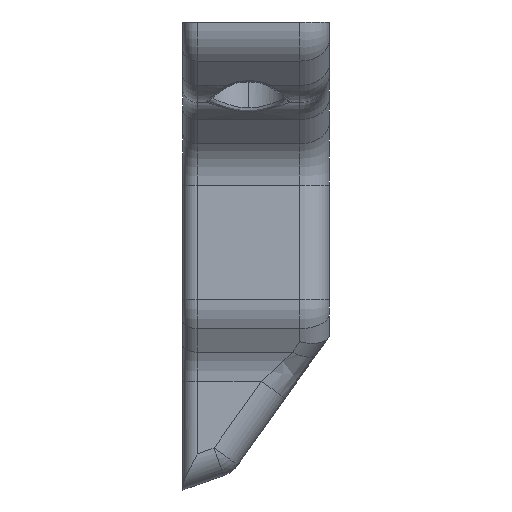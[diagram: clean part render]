
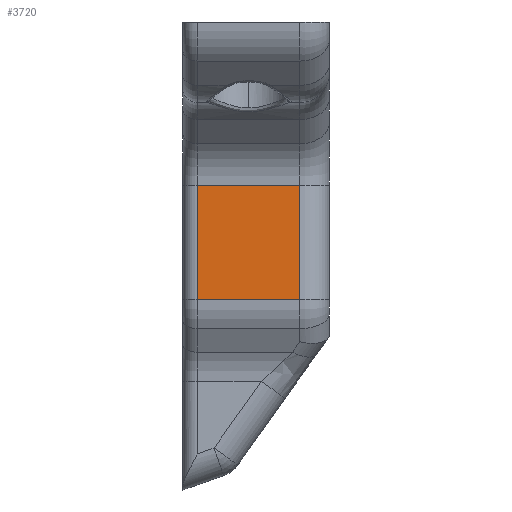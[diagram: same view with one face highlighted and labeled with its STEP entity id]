
A CAD part, left-side view. The second image highlights one B-rep face of the part: STEP entity #3720.
In plain terms, the highlighted planar face has unit normal (-1, 0, 0).
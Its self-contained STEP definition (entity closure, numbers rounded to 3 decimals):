
#97 = EDGE_LOOP ( 'NONE', ( #2322, #2574, #1465, #3554 ) ) ;
#167 = VERTEX_POINT ( 'NONE', #2124 ) ;
#239 = VECTOR ( 'NONE', #1697, 1000. ) ;
#420 = CARTESIAN_POINT ( 'NONE',  ( 33.197, -11.735, -74.611 ) ) ;
#604 = CARTESIAN_POINT ( 'NONE',  ( 33.197, -20.735, -66.147 ) ) ;
#645 = CARTESIAN_POINT ( 'NONE',  ( 33.197, -20.735, -66.803 ) ) ;
#1167 = DIRECTION ( 'NONE',  ( 0., 0., -1. ) ) ;
#1465 = ORIENTED_EDGE ( 'NONE', *, *, #3857, .T. ) ;
#1697 = DIRECTION ( 'NONE',  ( 0., 1., 0. ) ) ;
#1756 = DIRECTION ( 'NONE',  ( 0., -1., 0. ) ) ;
#1813 = CARTESIAN_POINT ( 'NONE',  ( 33.197, -11.735, -66.803 ) ) ;
#1861 = FACE_OUTER_BOUND ( 'NONE', #97, .T. ) ;
#1911 = DIRECTION ( 'NONE',  ( -1., 0., 0. ) ) ;
#2066 = CARTESIAN_POINT ( 'NONE',  ( 33.197, -20.735, -74.611 ) ) ;
#2124 = CARTESIAN_POINT ( 'NONE',  ( 33.197, -18.735, -74.611 ) ) ;
#2183 = EDGE_CURVE ( 'NONE', #4169, #3565, #3483, .T. ) ;
#2197 = LINE ( 'NONE', #3132, #4136 ) ;
#2219 = VECTOR ( 'NONE', #1756, 1000. ) ;
#2322 = ORIENTED_EDGE ( 'NONE', *, *, #3946, .T. ) ;
#2483 = VECTOR ( 'NONE', #1167, 1000. ) ;
#2574 = ORIENTED_EDGE ( 'NONE', *, *, #4174, .T. ) ;
#2643 = LINE ( 'NONE', #645, #239 ) ;
#3063 = CARTESIAN_POINT ( 'NONE',  ( 33.197, -11.735, -66.147 ) ) ;
#3132 = CARTESIAN_POINT ( 'NONE',  ( 33.197, -18.735, -66.803 ) ) ;
#3235 = CARTESIAN_POINT ( 'NONE',  ( 33.197, -18.735, -66.803 ) ) ;
#3318 = AXIS2_PLACEMENT_3D ( 'NONE', #604, #1911, #3580 ) ;
#3396 = VERTEX_POINT ( 'NONE', #3235 ) ;
#3416 = LINE ( 'NONE', #2066, #2219 ) ;
#3483 = LINE ( 'NONE', #3063, #2483 ) ;
#3539 = PLANE ( 'NONE',  #3318 ) ;
#3554 = ORIENTED_EDGE ( 'NONE', *, *, #2183, .T. ) ;
#3565 = VERTEX_POINT ( 'NONE', #420 ) ;
#3580 = DIRECTION ( 'NONE',  ( 0., 0., 1. ) ) ;
#3720 = ADVANCED_FACE ( 'NONE', ( #1861 ), #3539, .T. ) ;
#3857 = EDGE_CURVE ( 'NONE', #3396, #4169, #2643, .T. ) ;
#3942 = DIRECTION ( 'NONE',  ( 0., 0., 1. ) ) ;
#3946 = EDGE_CURVE ( 'NONE', #3565, #167, #3416, .T. ) ;
#4136 = VECTOR ( 'NONE', #3942, 1000. ) ;
#4169 = VERTEX_POINT ( 'NONE', #1813 ) ;
#4174 = EDGE_CURVE ( 'NONE', #167, #3396, #2197, .T. ) ;
